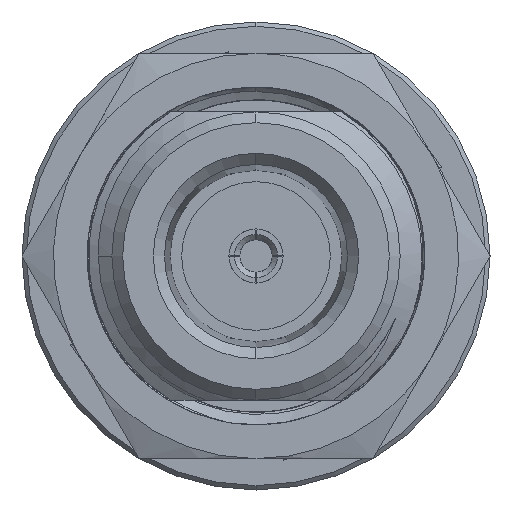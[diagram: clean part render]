
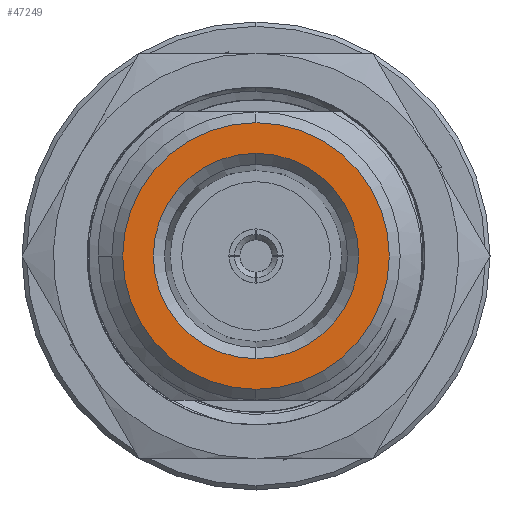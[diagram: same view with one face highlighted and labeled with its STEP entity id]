
A CAD part, left-side view. The second image highlights one B-rep face of the part: STEP entity #47249.
In plain terms, the highlighted planar face has unit normal (-1, 0, 0).
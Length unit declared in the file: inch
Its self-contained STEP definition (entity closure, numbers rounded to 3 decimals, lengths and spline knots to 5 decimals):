
#1107 = CARTESIAN_POINT ( 'NONE',  ( 0., 0., -0.24667 ) ) ;
#2031 = DIRECTION ( 'NONE',  ( 0., 0., 1. ) ) ;
#2847 = PLANE ( 'NONE',  #56621 ) ;
#5859 = CIRCLE ( 'NONE', #21324, 0.24667 ) ;
#6423 = EDGE_LOOP ( 'NONE', ( #69174, #25282 ) ) ;
#7079 = DIRECTION ( 'NONE',  ( 0., 0., -1. ) ) ;
#7407 = DIRECTION ( 'NONE',  ( 1., 0., 0. ) ) ;
#12862 = EDGE_CURVE ( 'NONE', #71393, #40098, #52697, .T. ) ;
#15314 = CARTESIAN_POINT ( 'NONE',  ( 0., 0., 0. ) ) ;
#17327 = FACE_BOUND ( 'NONE', #6423, .T. ) ;
#18327 = DIRECTION ( 'NONE',  ( 1., 0., 0. ) ) ;
#20947 = DIRECTION ( 'NONE',  ( 1., 0., 0. ) ) ;
#21324 = AXIS2_PLACEMENT_3D ( 'NONE', #15314, #7407, #61946 ) ;
#23945 = DIRECTION ( 'NONE',  ( -1., 0., 0. ) ) ;
#25282 = ORIENTED_EDGE ( 'NONE', *, *, #12862, .T. ) ;
#26375 = EDGE_CURVE ( 'NONE', #75660, #45057, #5859, .T. ) ;
#30754 = EDGE_CURVE ( 'NONE', #40098, #71393, #62140, .T. ) ;
#31368 = AXIS2_PLACEMENT_3D ( 'NONE', #80558, #59001, #7079 ) ;
#34136 = EDGE_LOOP ( 'NONE', ( #54481, #82130 ) ) ;
#35847 = DIRECTION ( 'NONE',  ( 0., 0., 1. ) ) ;
#40098 = VERTEX_POINT ( 'NONE', #68534 ) ;
#45057 = VERTEX_POINT ( 'NONE', #1107 ) ;
#46448 = DIRECTION ( 'NONE',  ( 0., 0., 1. ) ) ;
#47249 = ADVANCED_FACE ( 'NONE', ( #56941, #17327 ), #2847, .T. ) ;
#52697 = CIRCLE ( 'NONE', #83633, 0.19 ) ;
#53495 = CARTESIAN_POINT ( 'NONE',  ( 0., 0., 0. ) ) ;
#54481 = ORIENTED_EDGE ( 'NONE', *, *, #62445, .F. ) ;
#56621 = AXIS2_PLACEMENT_3D ( 'NONE', #70152, #23945, #35847 ) ;
#56941 = FACE_OUTER_BOUND ( 'NONE', #34136, .T. ) ;
#59001 = DIRECTION ( 'NONE',  ( 1., 0., 0. ) ) ;
#61013 = CARTESIAN_POINT ( 'NONE',  ( 0., 0., 0.24667 ) ) ;
#61946 = DIRECTION ( 'NONE',  ( 0., 0., -1. ) ) ;
#62140 = CIRCLE ( 'NONE', #83257, 0.19 ) ;
#62294 = CARTESIAN_POINT ( 'NONE',  ( 0., 0., 0. ) ) ;
#62445 = EDGE_CURVE ( 'NONE', #45057, #75660, #69319, .T. ) ;
#68534 = CARTESIAN_POINT ( 'NONE',  ( 0., 0., 0.19 ) ) ;
#69174 = ORIENTED_EDGE ( 'NONE', *, *, #30754, .T. ) ;
#69319 = CIRCLE ( 'NONE', #31368, 0.24667 ) ;
#70152 = CARTESIAN_POINT ( 'NONE',  ( 0., 0., 0. ) ) ;
#71393 = VERTEX_POINT ( 'NONE', #78630 ) ;
#75660 = VERTEX_POINT ( 'NONE', #61013 ) ;
#78630 = CARTESIAN_POINT ( 'NONE',  ( 0., 0., -0.19 ) ) ;
#80558 = CARTESIAN_POINT ( 'NONE',  ( 0., 0., 0. ) ) ;
#82130 = ORIENTED_EDGE ( 'NONE', *, *, #26375, .F. ) ;
#83257 = AXIS2_PLACEMENT_3D ( 'NONE', #62294, #20947, #2031 ) ;
#83633 = AXIS2_PLACEMENT_3D ( 'NONE', #53495, #18327, #46448 ) ;
